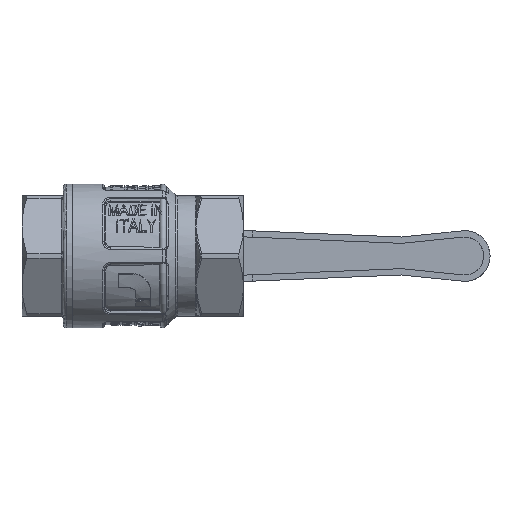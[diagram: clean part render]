
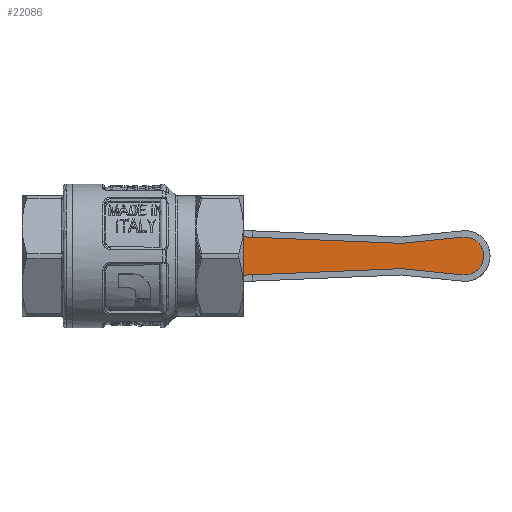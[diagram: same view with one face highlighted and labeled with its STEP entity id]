
A CAD part, front view. The second image highlights one B-rep face of the part: STEP entity #22086.
In plain terms, the highlighted planar face has unit normal (0, -1, 0).
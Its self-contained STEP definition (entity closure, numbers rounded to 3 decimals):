
#1428 = VERTEX_POINT ( 'NONE', #27200 ) ;
#1485 = ORIENTED_EDGE ( 'NONE', *, *, #40639, .F. ) ;
#1716 = EDGE_CURVE ( 'NONE', #23532, #44467, #12633, .T. ) ;
#1855 = CARTESIAN_POINT ( 'NONE',  ( 32.364, 56.8, 6.171 ) ) ;
#2019 = CARTESIAN_POINT ( 'NONE',  ( 107.66, 56.8, 5.392 ) ) ;
#2321 = CARTESIAN_POINT ( 'NONE',  ( 110.808, 56.8, -1.557 ) ) ;
#2404 = CARTESIAN_POINT ( 'NONE',  ( 104.391, 56.8, -5.969 ) ) ;
#2441 = CARTESIAN_POINT ( 'NONE',  ( 104.391, 56.8, -5.969 ) ) ;
#2491 = CARTESIAN_POINT ( 'NONE',  ( 108.661, 56.8, 4.77 ) ) ;
#2656 = CARTESIAN_POINT ( 'NONE',  ( 110.208, 56.8, -3.006 ) ) ;
#4683 = CARTESIAN_POINT ( 'NONE',  ( 104.391, 56.8, -5.969 ) ) ;
#5139 = EDGE_CURVE ( 'NONE', #45294, #23532, #6732, .T. ) ;
#5533 = CARTESIAN_POINT ( 'NONE',  ( 105., 56.8, -6. ) ) ;
#5993 = CARTESIAN_POINT ( 'NONE',  ( 106.932, 56.8, 5.694 ) ) ;
#6075 = CARTESIAN_POINT ( 'NONE',  ( 85.061, 56.8, -3.996 ) ) ;
#6299 = CARTESIAN_POINT ( 'NONE',  ( 110.392, 56.8, 2.66 ) ) ;
#6732 = B_SPLINE_CURVE_WITH_KNOTS ( 'NONE', 3,
 ( #44537, #26727, #26441, #37597 ),
 .UNSPECIFIED., .F., .F.,
 ( 4, 4 ),
 ( 0., 1. ),
 .UNSPECIFIED. ) ;
#9398 = DIRECTION ( 'NONE',  ( 0., 1., 0. ) ) ;
#9763 = EDGE_LOOP ( 'NONE', ( #13226, #11900, #12226, #16724, #37489, #16373, #23384, #1485 ) ) ;
#9973 = CARTESIAN_POINT ( 'NONE',  ( 108.964, 56.8, 4.521 ) ) ;
#11900 = ORIENTED_EDGE ( 'NONE', *, *, #23121, .F. ) ;
#12226 = ORIENTED_EDGE ( 'NONE', *, *, #28361, .T. ) ;
#12633 = B_SPLINE_CURVE_WITH_KNOTS ( 'NONE', 3,
 ( #45006, #38373, #12811, #20270 ),
 .UNSPECIFIED., .F., .F.,
 ( 4, 4 ),
 ( 0., 1. ),
 .UNSPECIFIED. ) ;
#12811 = CARTESIAN_POINT ( 'NONE',  ( 104.797, 56.8, 6. ) ) ;
#13136 = CARTESIAN_POINT ( 'NONE',  ( 109.521, 56.8, -3.964 ) ) ;
#13226 = ORIENTED_EDGE ( 'NONE', *, *, #44223, .F. ) ;
#13471 = CARTESIAN_POINT ( 'NONE',  ( 106.557, 56.8, -5.808 ) ) ;
#16224 = CARTESIAN_POINT ( 'NONE',  ( 49.93, 56.8, -5.446 ) ) ;
#16373 = ORIENTED_EDGE ( 'NONE', *, *, #37700, .F. ) ;
#16724 = ORIENTED_EDGE ( 'NONE', *, *, #1716, .F. ) ;
#16736 = CARTESIAN_POINT ( 'NONE',  ( 104.593, 56.8, -5.99 ) ) ;
#16783 = CARTESIAN_POINT ( 'NONE',  ( 110.962, 56.8, -0.784 ) ) ;
#17048 = B_SPLINE_CURVE_WITH_KNOTS ( 'NONE', 3,
 ( #23722, #19469, #16736, #2441 ),
 .UNSPECIFIED., .F., .F.,
 ( 4, 4 ),
 ( 0., 1. ),
 .UNSPECIFIED. ) ;
#17095 = CARTESIAN_POINT ( 'NONE',  ( 110.694, 56.8, -1.932 ) ) ;
#19469 = CARTESIAN_POINT ( 'NONE',  ( 104.797, 56.8, -6. ) ) ;
#19744 = PLANE ( 'NONE',  #36332 ) ;
#20035 = CARTESIAN_POINT ( 'NONE',  ( 85.061, 56.8, -3.996 ) ) ;
#20144 = CARTESIAN_POINT ( 'NONE',  ( 32.364, 56.8, 2.057 ) ) ;
#20270 = CARTESIAN_POINT ( 'NONE',  ( 105., 56.8, 6. ) ) ;
#20297 = CARTESIAN_POINT ( 'NONE',  ( 105.394, 56.8, 6. ) ) ;
#20447 = CARTESIAN_POINT ( 'NONE',  ( 110.208, 56.8, 3.006 ) ) ;
#20612 = CARTESIAN_POINT ( 'NONE',  ( 106.932, 56.8, -5.694 ) ) ;
#20783 = CARTESIAN_POINT ( 'NONE',  ( 105.394, 56.8, -6. ) ) ;
#22086 = ADVANCED_FACE ( 'NONE', ( #30881 ), #19744, .F. ) ;
#22818 = CARTESIAN_POINT ( 'NONE',  ( 32.364, 56.8, 6.171 ) ) ;
#23121 = EDGE_CURVE ( 'NONE', #28305, #36250, #17048, .T. ) ;
#23384 = ORIENTED_EDGE ( 'NONE', *, *, #31005, .F. ) ;
#23532 = VERTEX_POINT ( 'NONE', #27728 ) ;
#23722 = CARTESIAN_POINT ( 'NONE',  ( 105., 56.8, -6. ) ) ;
#23765 = CARTESIAN_POINT ( 'NONE',  ( 109.77, 56.8, -3.661 ) ) ;
#23916 = CARTESIAN_POINT ( 'NONE',  ( 105., 56.8, 6. ) ) ;
#24064 = CARTESIAN_POINT ( 'NONE',  ( 85.061, 56.8, 3.996 ) ) ;
#24089 = CARTESIAN_POINT ( 'NONE',  ( 109.522, 56.8, 3.964 ) ) ;
#24401 = CARTESIAN_POINT ( 'NONE',  ( 111., 56.8, -0.394 ) ) ;
#24466 = DIRECTION ( 'NONE',  ( 1., 0., 0. ) ) ;
#24800 = B_SPLINE_CURVE_WITH_KNOTS ( 'NONE', 3,
 ( #26937, #41726, #20144, #1855 ),
 .UNSPECIFIED., .F., .F.,
 ( 4, 4 ),
 ( 0., 1. ),
 .UNSPECIFIED. ) ;
#25733 = CARTESIAN_POINT ( 'NONE',  ( 105., 56.8, 6. ) ) ;
#26141 = CARTESIAN_POINT ( 'NONE',  ( 85.061, 56.8, -3.996 ) ) ;
#26441 = CARTESIAN_POINT ( 'NONE',  ( 97.947, 56.8, 5.311 ) ) ;
#26523 = B_SPLINE_CURVE_WITH_KNOTS ( 'NONE', 3,
 ( #20035, #38151, #16224, #41164 ),
 .UNSPECIFIED., .F., .F.,
 ( 4, 4 ),
 ( 0., 1. ),
 .UNSPECIFIED. ) ;
#26727 = CARTESIAN_POINT ( 'NONE',  ( 91.504, 56.8, 4.654 ) ) ;
#26937 = CARTESIAN_POINT ( 'NONE',  ( 32.364, 56.8, -6.171 ) ) ;
#27200 = CARTESIAN_POINT ( 'NONE',  ( 32.364, 56.8, -6.171 ) ) ;
#27402 = CARTESIAN_POINT ( 'NONE',  ( 106.557, 56.8, 5.808 ) ) ;
#27476 = CARTESIAN_POINT ( 'NONE',  ( 105., 56.8, 0. ) ) ;
#27724 = CARTESIAN_POINT ( 'NONE',  ( 108.006, 56.8, 5.208 ) ) ;
#27728 = CARTESIAN_POINT ( 'NONE',  ( 104.391, 56.8, 5.969 ) ) ;
#28048 = CARTESIAN_POINT ( 'NONE',  ( 110.962, 56.8, 0.784 ) ) ;
#28305 = VERTEX_POINT ( 'NONE', #5533 ) ;
#28361 = EDGE_CURVE ( 'NONE', #28305, #44467, #45760, .T. ) ;
#29374 = B_SPLINE_CURVE_WITH_KNOTS ( 'NONE', 3,
 ( #2404, #30968, #31428, #6075 ),
 .UNSPECIFIED., .F., .F.,
 ( 4, 4 ),
 ( 0., 1. ),
 .UNSPECIFIED. ) ;
#30226 = CARTESIAN_POINT ( 'NONE',  ( 67.495, 56.8, 4.721 ) ) ;
#30684 = VERTEX_POINT ( 'NONE', #39418 ) ;
#30881 = FACE_OUTER_BOUND ( 'NONE', #9763, .T. ) ;
#30968 = CARTESIAN_POINT ( 'NONE',  ( 97.947, 56.8, -5.311 ) ) ;
#31005 = EDGE_CURVE ( 'NONE', #1428, #30684, #24800, .T. ) ;
#31039 = CARTESIAN_POINT ( 'NONE',  ( 105.784, 56.8, -5.962 ) ) ;
#31190 = CARTESIAN_POINT ( 'NONE',  ( 110.392, 56.8, -2.66 ) ) ;
#31349 = CARTESIAN_POINT ( 'NONE',  ( 105.784, 56.8, 5.962 ) ) ;
#31428 = CARTESIAN_POINT ( 'NONE',  ( 91.504, 56.8, -4.654 ) ) ;
#31661 = CARTESIAN_POINT ( 'NONE',  ( 109.77, 56.8, 3.661 ) ) ;
#33887 = CARTESIAN_POINT ( 'NONE',  ( 105., 56.8, -6. ) ) ;
#34981 = CARTESIAN_POINT ( 'NONE',  ( 111., 56.8, 0.394 ) ) ;
#35805 = VERTEX_POINT ( 'NONE', #26141 ) ;
#36250 = VERTEX_POINT ( 'NONE', #4683 ) ;
#36332 = AXIS2_PLACEMENT_3D ( 'NONE', #27476, #9398, #24466 ) ;
#37489 = ORIENTED_EDGE ( 'NONE', *, *, #5139, .F. ) ;
#37597 = CARTESIAN_POINT ( 'NONE',  ( 104.391, 56.8, 5.969 ) ) ;
#37700 = EDGE_CURVE ( 'NONE', #30684, #45294, #41106, .T. ) ;
#38151 = CARTESIAN_POINT ( 'NONE',  ( 67.495, 56.8, -4.721 ) ) ;
#38373 = CARTESIAN_POINT ( 'NONE',  ( 104.593, 56.8, 5.99 ) ) ;
#38733 = CARTESIAN_POINT ( 'NONE',  ( 107.66, 56.8, -5.392 ) ) ;
#39418 = CARTESIAN_POINT ( 'NONE',  ( 32.364, 56.8, 6.171 ) ) ;
#40639 = EDGE_CURVE ( 'NONE', #35805, #1428, #26523, .T. ) ;
#41106 = B_SPLINE_CURVE_WITH_KNOTS ( 'NONE', 3,
 ( #22818, #45643, #30226, #24064 ),
 .UNSPECIFIED., .F., .F.,
 ( 4, 4 ),
 ( 0., 1. ),
 .UNSPECIFIED. ) ;
#41164 = CARTESIAN_POINT ( 'NONE',  ( 32.364, 56.8, -6.171 ) ) ;
#41726 = CARTESIAN_POINT ( 'NONE',  ( 32.364, 56.8, -2.057 ) ) ;
#42038 = CARTESIAN_POINT ( 'NONE',  ( 110.694, 56.8, 1.932 ) ) ;
#42204 = CARTESIAN_POINT ( 'NONE',  ( 108.661, 56.8, -4.77 ) ) ;
#42502 = CARTESIAN_POINT ( 'NONE',  ( 108.006, 56.8, -5.208 ) ) ;
#44223 = EDGE_CURVE ( 'NONE', #36250, #35805, #29374, .T. ) ;
#44467 = VERTEX_POINT ( 'NONE', #25733 ) ;
#44537 = CARTESIAN_POINT ( 'NONE',  ( 85.061, 56.8, 3.996 ) ) ;
#45006 = CARTESIAN_POINT ( 'NONE',  ( 104.391, 56.8, 5.969 ) ) ;
#45294 = VERTEX_POINT ( 'NONE', #45826 ) ;
#45506 = CARTESIAN_POINT ( 'NONE',  ( 110.808, 56.8, 1.557 ) ) ;
#45643 = CARTESIAN_POINT ( 'NONE',  ( 49.93, 56.8, 5.446 ) ) ;
#45760 = B_SPLINE_CURVE_WITH_KNOTS ( 'NONE', 3,
 ( #33887, #20783, #31039, #13471, #20612, #38733, #42502, #42204, #45825, #13136, #23765, #2656, #31190, #17095, #2321, #16783, #24401, #34981, #28048, #45506, #42038, #6299, #20447, #31661, #24089, #9973, #2491, #27724, #2019, #5993, #27402, #31349, #20297, #23916 ),
 .UNSPECIFIED., .F., .F.,
 ( 4, 2, 2, 2, 2, 2, 2, 2, 2, 2, 2, 2, 2, 2, 2, 2, 4 ),
 ( 0., 0.063, 0.125, 0.188, 0.25, 0.313, 0.375, 0.438, 0.5, 0.562, 0.625, 0.687, 0.75, 0.813, 0.875, 0.938, 1. ),
 .UNSPECIFIED. ) ;
#45825 = CARTESIAN_POINT ( 'NONE',  ( 108.964, 56.8, -4.522 ) ) ;
#45826 = CARTESIAN_POINT ( 'NONE',  ( 85.061, 56.8, 3.996 ) ) ;
